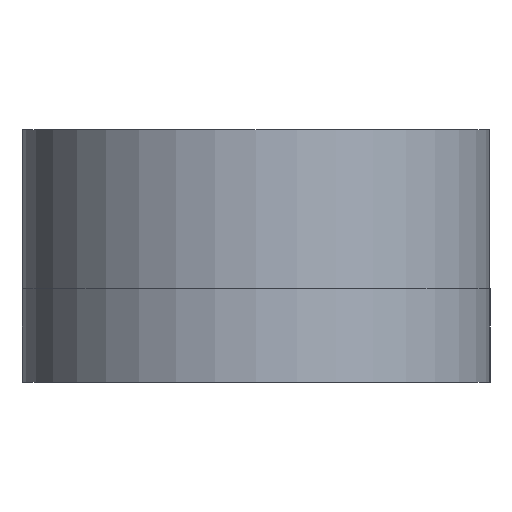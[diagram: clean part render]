
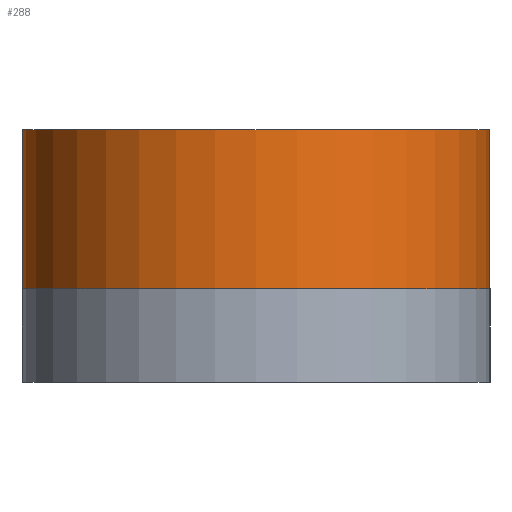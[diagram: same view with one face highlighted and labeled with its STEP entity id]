
A CAD part, left-side view. The second image highlights one B-rep face of the part: STEP entity #288.
In plain terms, the highlighted cylindrical face has radius 12.5 mm (diameter 25 mm), a full revolution.
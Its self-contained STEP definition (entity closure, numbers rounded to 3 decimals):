
#19=CYLINDRICAL_SURFACE('',#342,12.5);
#48=FACE_OUTER_BOUND('',#69,.T.);
#69=EDGE_LOOP('',(#238,#239,#240,#241,#242,#243));
#93=LINE('',#508,#111);
#111=VECTOR('',#421,12.5);
#121=CIRCLE('',#321,12.5);
#126=CIRCLE('',#329,12.5);
#127=CIRCLE('',#330,12.5);
#135=CIRCLE('',#343,12.5);
#141=VERTEX_POINT('',#459);
#142=VERTEX_POINT('',#460);
#148=VERTEX_POINT('',#478);
#157=VERTEX_POINT('',#506);
#166=EDGE_CURVE('',#141,#142,#121,.T.);
#175=EDGE_CURVE('',#142,#148,#126,.T.);
#176=EDGE_CURVE('',#148,#141,#127,.T.);
#189=EDGE_CURVE('',#157,#157,#135,.T.);
#190=EDGE_CURVE('',#157,#148,#93,.T.);
#238=ORIENTED_EDGE('',*,*,#189,.F.);
#239=ORIENTED_EDGE('',*,*,#190,.T.);
#240=ORIENTED_EDGE('',*,*,#175,.F.);
#241=ORIENTED_EDGE('',*,*,#166,.F.);
#242=ORIENTED_EDGE('',*,*,#176,.F.);
#243=ORIENTED_EDGE('',*,*,#190,.F.);
#288=ADVANCED_FACE('',(#48),#19,.T.);
#321=AXIS2_PLACEMENT_3D('',#461,#366,#367);
#329=AXIS2_PLACEMENT_3D('',#479,#386,#387);
#330=AXIS2_PLACEMENT_3D('',#480,#388,#389);
#342=AXIS2_PLACEMENT_3D('',#505,#417,#418);
#343=AXIS2_PLACEMENT_3D('',#507,#419,#420);
#366=DIRECTION('center_axis',(0.,0.,-1.));
#367=DIRECTION('ref_axis',(1.,0.,0.));
#386=DIRECTION('center_axis',(0.,0.,-1.));
#387=DIRECTION('ref_axis',(1.,0.,0.));
#388=DIRECTION('center_axis',(0.,0.,-1.));
#389=DIRECTION('ref_axis',(1.,0.,0.));
#417=DIRECTION('center_axis',(0.,0.,1.));
#418=DIRECTION('ref_axis',(1.,0.,0.));
#419=DIRECTION('center_axis',(0.,0.,1.));
#420=DIRECTION('ref_axis',(1.,0.,0.));
#421=DIRECTION('',(0.,0.,-1.));
#459=CARTESIAN_POINT('',(0.,12.5,5.));
#460=CARTESIAN_POINT('',(0.,-12.5,5.));
#461=CARTESIAN_POINT('Origin',(0.,0.,5.));
#478=CARTESIAN_POINT('',(-12.5,0.,5.));
#479=CARTESIAN_POINT('Origin',(0.,0.,5.));
#480=CARTESIAN_POINT('Origin',(0.,0.,5.));
#505=CARTESIAN_POINT('Origin',(0.,0.,5.));
#506=CARTESIAN_POINT('',(-12.5,0.,13.5));
#507=CARTESIAN_POINT('Origin',(0.,0.,13.5));
#508=CARTESIAN_POINT('',(-12.5,0.,5.));
